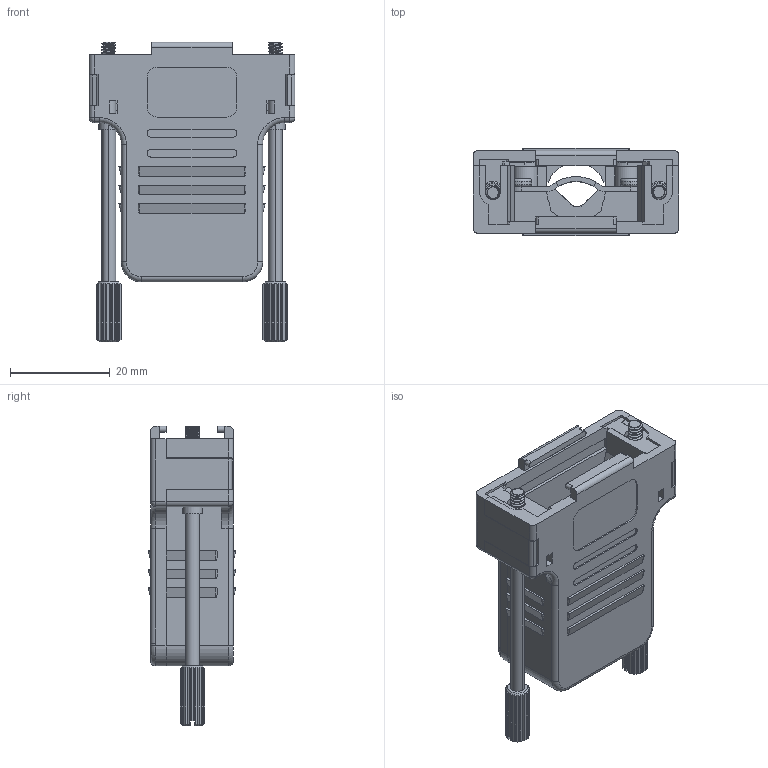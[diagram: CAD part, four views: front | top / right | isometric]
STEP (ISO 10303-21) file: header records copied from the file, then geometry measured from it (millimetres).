
FILE_DESCRIPTION (( 'STEP AP214' ), '1' );
FILE_NAME ('6688-9703-2.STEP', '2023-07-04T11:57:48', ( '' ), ( '' ), 'SwSTEP 2.0', 'SolidWorks 2021', '' );
FILE_SCHEMA (( 'AUTOMOTIVE_DESIGN' ));
Length unit declared in the file: millimetre
Products named in the file (8): 6838-0108-01; 6805-0201-12; 6830-0108-04; 6826-0153-01; 6805-0201-02; 6855-0112-02; 6688-9703-2; 6855-0109-07
Assembly tree (10 placements, depth 2):
  6688-9703-2
    6805-0201-02
    6805-0201-12
    6826-0153-01  x2
    6830-0108-04
    6855-0109-07  x2
    6855-0112-02  x2
    6838-0108-01
Bounding box: 41.2 x 17.6 x 60 mm (x, y, z)
Volume: 11763 mm3; surface area: 14651.3 mm2
Topology: 10 solids, 10 shells, 963 faces, 2657 edges, 1734 vertices
Faces by surface type: plane 557, cylinder 320, cone 38, bspline 24, torus 20, sphere 4
Entity records: 30980 total; most frequent: CARTESIAN_POINT 11771, ORIENTED_EDGE 4176, DIRECTION 3687, EDGE_CURVE 2088, VECTOR 1369, LINE 1369, VERTEX_POINT 1359, AXIS2_PLACEMENT_3D 1159
